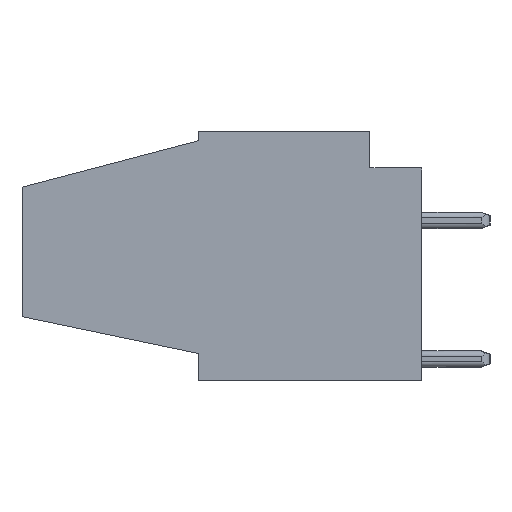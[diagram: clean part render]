
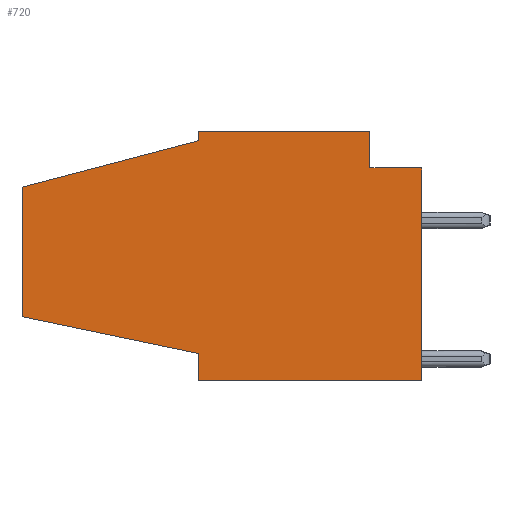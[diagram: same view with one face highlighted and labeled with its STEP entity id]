
A CAD part, left-side view. The second image highlights one B-rep face of the part: STEP entity #720.
In plain terms, the highlighted planar face has unit normal (-1, 0, 0).
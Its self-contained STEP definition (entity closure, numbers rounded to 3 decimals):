
#720 = ADVANCED_FACE( '', ( #1415 ), #1416, .F. );
#1415 = FACE_OUTER_BOUND( '', #2129, .T. );
#1416 = PLANE( '', #2130 );
#2129 = EDGE_LOOP( '', ( #3919, #3920, #3921, #3922, #3923, #3924, #3925, #3926, #3927, #3928 ) );
#2130 = AXIS2_PLACEMENT_3D( '', #3929, #3930, #3931 );
#3919 = ORIENTED_EDGE( '', *, *, #5048, .F. );
#3920 = ORIENTED_EDGE( '', *, *, #4992, .F. );
#3921 = ORIENTED_EDGE( '', *, *, #4712, .T. );
#3922 = ORIENTED_EDGE( '', *, *, #4818, .T. );
#3923 = ORIENTED_EDGE( '', *, *, #4691, .T. );
#3924 = ORIENTED_EDGE( '', *, *, #5006, .T. );
#3925 = ORIENTED_EDGE( '', *, *, #5391, .F. );
#3926 = ORIENTED_EDGE( '', *, *, #4756, .T. );
#3927 = ORIENTED_EDGE( '', *, *, #4960, .F. );
#3928 = ORIENTED_EDGE( '', *, *, #4807, .F. );
#3929 = CARTESIAN_POINT( '', ( 0., 51.003, -17.43 ) );
#3930 = DIRECTION( '', ( 1., 0., 0. ) );
#3931 = DIRECTION( '', ( 0., -1., 0. ) );
#4691 = EDGE_CURVE( '', #5655, #5663, #5665, .T. );
#4712 = EDGE_CURVE( '', #5699, #5700, #5701, .T. );
#4756 = EDGE_CURVE( '', #5779, #5777, #5780, .T. );
#4807 = EDGE_CURVE( '', #5868, #5864, #5870, .T. );
#4818 = EDGE_CURVE( '', #5700, #5655, #5887, .T. );
#4960 = EDGE_CURVE( '', #5864, #5777, #6124, .T. );
#4992 = EDGE_CURVE( '', #5699, #6174, #6175, .T. );
#5006 = EDGE_CURVE( '', #5663, #6196, #6198, .T. );
#5048 = EDGE_CURVE( '', #6174, #5868, #6258, .T. );
#5391 = EDGE_CURVE( '', #5779, #6196, #6729, .T. );
#5655 = VERTEX_POINT( '', #7090 );
#5663 = VERTEX_POINT( '', #7101 );
#5665 = LINE( '', #7104, #7105 );
#5699 = VERTEX_POINT( '', #7153 );
#5700 = VERTEX_POINT( '', #7154 );
#5701 = LINE( '', #7155, #7156 );
#5777 = VERTEX_POINT( '', #7273 );
#5779 = VERTEX_POINT( '', #7276 );
#5780 = LINE( '', #7277, #7278 );
#5864 = VERTEX_POINT( '', #7410 );
#5868 = VERTEX_POINT( '', #7416 );
#5870 = LINE( '', #7419, #7420 );
#5887 = LINE( '', #7444, #7445 );
#6124 = LINE( '', #7847, #7848 );
#6174 = VERTEX_POINT( '', #7932 );
#6175 = LINE( '', #7933, #7934 );
#6196 = VERTEX_POINT( '', #7965 );
#6198 = LINE( '', #7968, #7969 );
#6258 = LINE( '', #8083, #8084 );
#6729 = LINE( '', #8814, #8815 );
#7090 = CARTESIAN_POINT( '', ( 0., 29.3, -1.4 ) );
#7101 = CARTESIAN_POINT( '', ( 0., 29.3, -10.9 ) );
#7104 = CARTESIAN_POINT( '', ( 0., 29.3, -9.056 ) );
#7105 = VECTOR( '', #9110, 1000. );
#7153 = CARTESIAN_POINT( '', ( 0., 16.4, 2.7 ) );
#7154 = CARTESIAN_POINT( '', ( 0., 16.4, 2. ) );
#7155 = CARTESIAN_POINT( '', ( 0., 16.4, -9.056 ) );
#7156 = VECTOR( '', #9128, 1000. );
#7273 = CARTESIAN_POINT( '', ( 0., 0., -15.6 ) );
#7276 = CARTESIAN_POINT( '', ( 0., 16.4, -15.6 ) );
#7277 = CARTESIAN_POINT( '', ( 0., 7.836, -15.6 ) );
#7278 = VECTOR( '', #9177, 1000. );
#7410 = CARTESIAN_POINT( '', ( 0., 0., 0. ) );
#7416 = CARTESIAN_POINT( '', ( 0., 3.8, 0. ) );
#7419 = CARTESIAN_POINT( '', ( 0., 7.836, 0. ) );
#7420 = VECTOR( '', #9226, 1000. );
#7444 = CARTESIAN_POINT( '', ( 0., 7.836, 4.257 ) );
#7445 = VECTOR( '', #9234, 1000. );
#7847 = CARTESIAN_POINT( '', ( 0., 0., -9.056 ) );
#7848 = VECTOR( '', #9388, 1000. );
#7932 = CARTESIAN_POINT( '', ( 0., 3.8, 2.7 ) );
#7933 = CARTESIAN_POINT( '', ( 0., 7.836, 2.7 ) );
#7934 = VECTOR( '', #9420, 1000. );
#7965 = CARTESIAN_POINT( '', ( 0., 16.4, -13.6 ) );
#7968 = CARTESIAN_POINT( '', ( 0., 7.836, -15.393 ) );
#7969 = VECTOR( '', #9432, 1000. );
#8083 = CARTESIAN_POINT( '', ( 0., 3.8, -9.056 ) );
#8084 = VECTOR( '', #9469, 1000. );
#8814 = CARTESIAN_POINT( '', ( 0., 16.4, -9.056 ) );
#8815 = VECTOR( '', #9771, 1000. );
#9110 = DIRECTION( '', ( 0., 0., -1. ) );
#9128 = DIRECTION( '', ( 0., 0., -1. ) );
#9177 = DIRECTION( '', ( 0., -1., 0. ) );
#9226 = DIRECTION( '', ( 0., -1., 0. ) );
#9234 = DIRECTION( '', ( 0., 0.967, -0.255 ) );
#9388 = DIRECTION( '', ( 0., 0., -1. ) );
#9420 = DIRECTION( '', ( 0., -1., 0. ) );
#9432 = DIRECTION( '', ( 0., -0.979, -0.205 ) );
#9469 = DIRECTION( '', ( 0., 0., -1. ) );
#9771 = DIRECTION( '', ( 0., 0., 1. ) );
